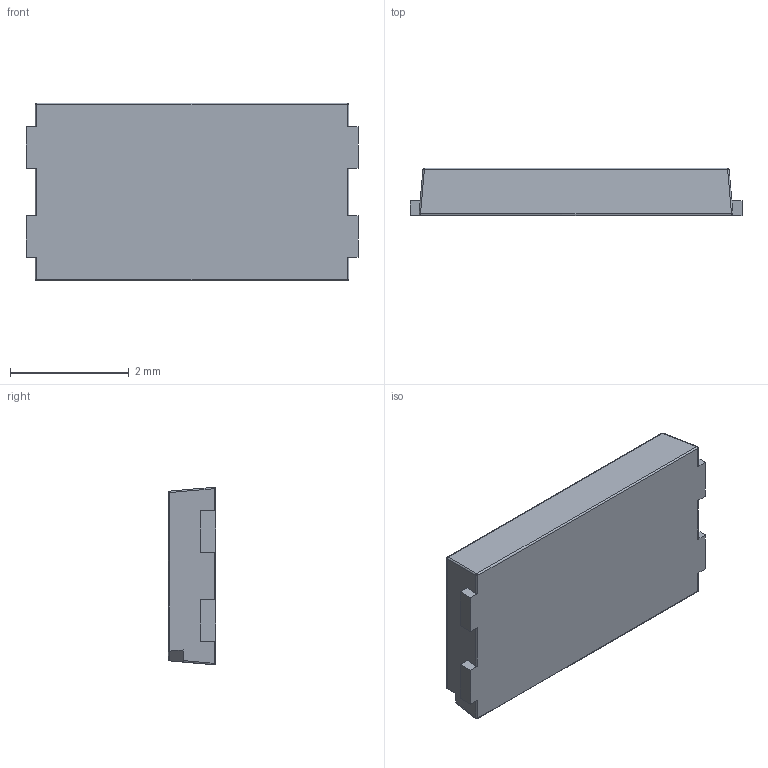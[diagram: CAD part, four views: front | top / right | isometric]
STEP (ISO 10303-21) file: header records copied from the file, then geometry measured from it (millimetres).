
FILE_DESCRIPTION (( 'STEP AP214' ), '1' );
FILE_NAME ('Samsung LM561B LED.STEP', '2016-03-26T21:21:50', ( '' ), ( '' ), 'SwSTEP 2.0', 'SolidWorks 2015', '' );
FILE_SCHEMA (( 'AUTOMOTIVE_DESIGN' ));
Length unit declared in the file: millimetre
Products named in the file (1): Samsung LM561B LED
Bounding box: 5.6 x 0.8 x 3 mm (x, y, z)
Volume: 11.8 mm3; surface area: 45.2 mm2
Topology: 1 solids, 1 shells, 67 faces, 170 edges, 99 vertices
Faces by surface type: plane 29, cylinder 25, sphere 9, torus 4
Entity records: 2161 total; most frequent: DIRECTION 349, CARTESIAN_POINT 345, ORIENTED_EDGE 326, EDGE_CURVE 163, AXIS2_PLACEMENT_3D 123, VECTOR 103, LINE 103, VERTEX_POINT 99
